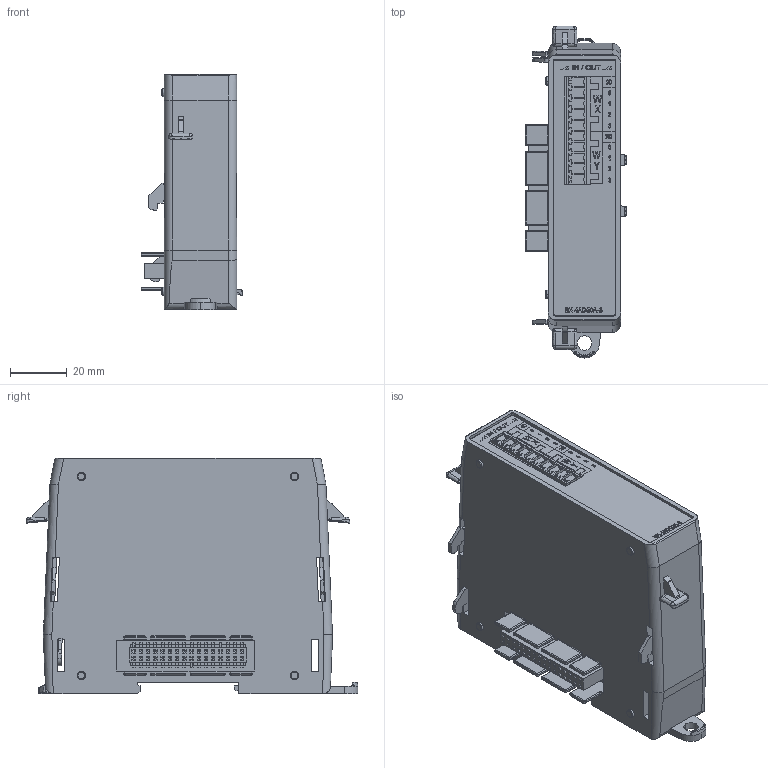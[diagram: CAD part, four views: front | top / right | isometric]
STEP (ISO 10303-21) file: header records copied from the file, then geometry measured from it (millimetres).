
FILE_DESCRIPTION (( 'STEP AP214' ), '1' );
FILE_NAME ('BX-4AD4DA-3.STEP', '2020-01-09T12:21:10', ( '' ), ( '' ), 'SwSTEP 2.0', 'SolidWorks 2017', '' );
FILE_SCHEMA (( 'AUTOMOTIVE_DESIGN' ));
Length unit declared in the file: inch
Products named in the file (1): BX-4AD4DA-3
Bounding box: 35.62 x 116.5 x 82.55 mm (x, y, z)
Volume: 189716.1 mm3; surface area: 46692.6 mm2
Topology: 5 solids, 14 shells, 3757 faces, 9862 edges, 6265 vertices
Faces by surface type: plane 2670, cylinder 603, bspline 354, torus 71, cone 35, sphere 24
Entity records: 182026 total; most frequent: CARTESIAN_POINT 43940, ORIENTED_EDGE 19696, DIRECTION 16149, EDGE_CURVE 9848, LINE 7723, VECTOR 7723, VERTEX_POINT 6263, AXIS2_PLACEMENT_3D 4213
